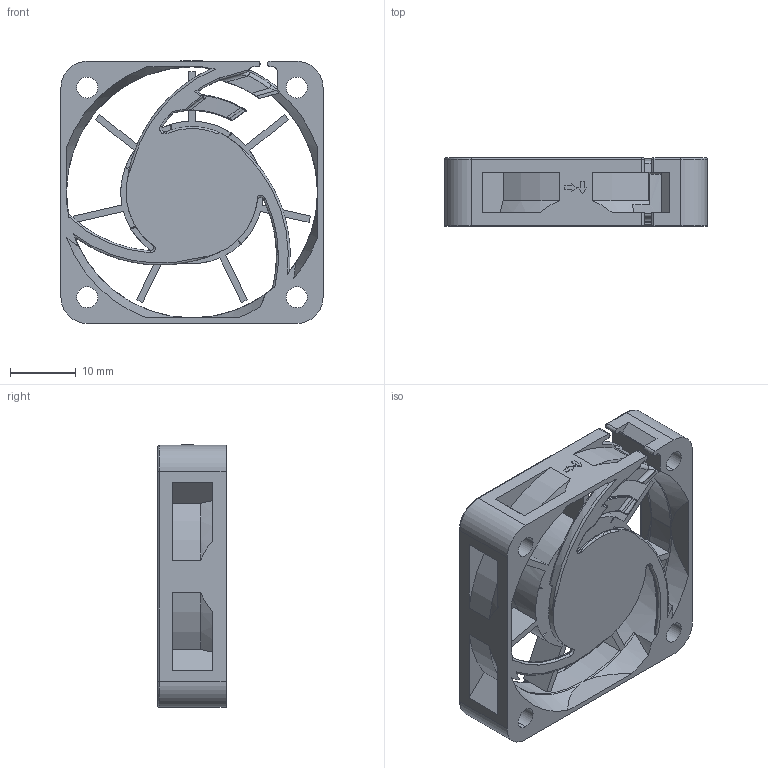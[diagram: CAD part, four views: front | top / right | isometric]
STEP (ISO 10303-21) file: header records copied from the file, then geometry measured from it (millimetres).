
FILE_DESCRIPTION((''),'2;1');
FILE_NAME('ASB04XX_ASM','2018-04-10T',('LIHAN.HONG'),(''),'PRO/ENGINEER BY PARAMETRIC TECHNOLOGY CORPORATION, 2009360','PRO/ENGINEER BY PARAMETRIC TECHNOLOGY CORPORATION, 2009360','');
FILE_SCHEMA(('CONFIG_CONTROL_DESIGN'));
Length unit declared in the file: millimetre
Products named in the file (3): FRAME_1_1; IMPELLER_1; ASB04XX_ASM
Assembly tree (2 placements, depth 2):
  ASB04XX_ASM
    FRAME_1_1
    IMPELLER_1
Bounding box: 40 x 10.4 x 40.12 mm (x, y, z)
Volume: 6322.9 mm3; surface area: 7231.2 mm2
Topology: 2 solids, 2 shells, 354 faces, 962 edges, 615 vertices
Faces by surface type: plane 120, cylinder 94, torus 56, bspline 54, cone 27, sphere 3
Entity records: 15423 total; most frequent: CARTESIAN_POINT 6848, ORIENTED_EDGE 1918, DIRECTION 1625, EDGE_CURVE 959, AXIS2_PLACEMENT_3D 639, VERTEX_POINT 615, EDGE_LOOP 374, FACE_OUTER_BOUND 354
